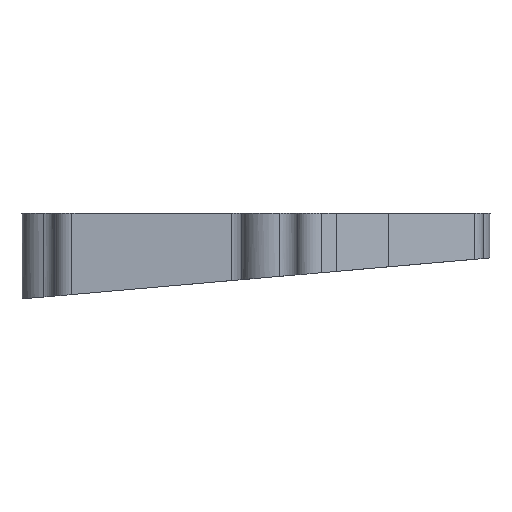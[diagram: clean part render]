
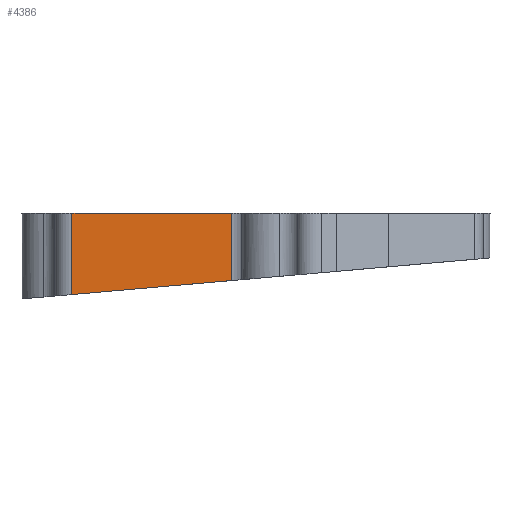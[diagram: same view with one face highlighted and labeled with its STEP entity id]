
A CAD part, left-side view. The second image highlights one B-rep face of the part: STEP entity #4386.
In plain terms, the highlighted planar face has unit normal (-1, 0, 0).
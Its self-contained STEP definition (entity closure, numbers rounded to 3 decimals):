
#571=FACE_OUTER_BOUND('',#819,.T.);
#819=EDGE_LOOP('',(#3729,#3730,#3731,#3732));
#894=LINE('',#6352,#1261);
#986=LINE('',#6907,#1353);
#1185=LINE('',#8209,#1552);
#1186=LINE('',#8211,#1553);
#1261=VECTOR('',#4972,10.);
#1353=VECTOR('',#5322,10.);
#1552=VECTOR('',#6101,10.);
#1553=VECTOR('',#6104,10.);
#1709=VERTEX_POINT('',#6349);
#1710=VERTEX_POINT('',#6351);
#1863=VERTEX_POINT('',#6904);
#1864=VERTEX_POINT('',#6906);
#2131=EDGE_CURVE('',#1709,#1710,#894,.T.);
#2326=EDGE_CURVE('',#1864,#1863,#986,.T.);
#2700=EDGE_CURVE('',#1709,#1864,#1185,.T.);
#2701=EDGE_CURVE('',#1863,#1710,#1186,.T.);
#3729=ORIENTED_EDGE('',*,*,#2701,.T.);
#3730=ORIENTED_EDGE('',*,*,#2131,.F.);
#3731=ORIENTED_EDGE('',*,*,#2700,.T.);
#3732=ORIENTED_EDGE('',*,*,#2326,.T.);
#4174=PLANE('',#4879);
#4386=ADVANCED_FACE('',(#571),#4174,.F.);
#4879=AXIS2_PLACEMENT_3D('',#8210,#6102,#6103);
#4972=DIRECTION('',(0.,0.996,-0.087));
#5322=DIRECTION('',(0.,1.,0.));
#6101=DIRECTION('',(0.,0.,1.));
#6102=DIRECTION('center_axis',(1.,0.,0.));
#6103=DIRECTION('ref_axis',(0.,-1.,0.));
#6104=DIRECTION('',(0.,0.,-1.));
#6349=CARTESIAN_POINT('',(190.131,52.666,-13.844));
#6351=CARTESIAN_POINT('',(190.131,89.663,-17.081));
#6352=CARTESIAN_POINT('',(190.131,96.814,-17.706));
#6904=CARTESIAN_POINT('',(190.131,89.663,1.8));
#6906=CARTESIAN_POINT('',(190.131,52.666,1.8));
#6907=CARTESIAN_POINT('',(190.131,70.317,1.8));
#8209=CARTESIAN_POINT('',(190.131,52.666,-2.));
#8210=CARTESIAN_POINT('Origin',(190.131,93.663,-2.));
#8211=CARTESIAN_POINT('',(190.131,89.663,-2.));
